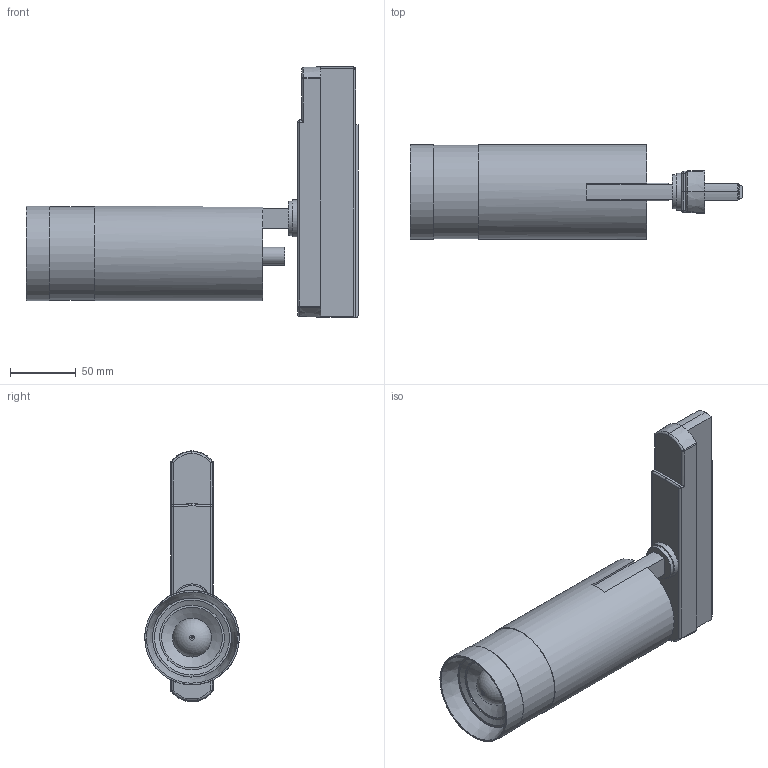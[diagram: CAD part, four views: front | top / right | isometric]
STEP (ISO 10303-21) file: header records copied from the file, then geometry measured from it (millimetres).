
FILE_DESCRIPTION (( 'STEP AP214' ), '1' );
FILE_NAME ('TL_ZOOM_DIM_20W.STEP', '2025-07-25T05:44:03', ( '' ), ( '' ), 'SwSTEP 2.0', 'SolidWorks 2024', '' );
FILE_SCHEMA (( 'AUTOMOTIVE_DESIGN' ));
Length unit declared in the file: millimetre
Products named in the file (1): TL_ZOOM_DIM_20W
Bounding box: 252.51 x 72 x 190.37 mm (x, y, z)
Volume: 337875.3 mm3; surface area: 156143 mm2
Topology: 9 solids, 9 shells, 126 faces, 264 edges, 166 vertices
Faces by surface type: plane 57, cylinder 40, cone 12, torus 7, bspline 6, sphere 4
Full cylindrical faces by diameter (mm): 13.5 x1, 26 x1, 28.2 x1, 45.9 x1, 52.2 x1, 52.6 x1, 59.2 x1, 59.5 x1, 60 x1, 60.2 x2, 65 x1, 65.8 x1, 67.4 x1, 68 x1, 68.2 x1, 71 x1, 71.8 x1, 72 x1
Entity records: 3566 total; most frequent: CARTESIAN_POINT 963, DIRECTION 518, ORIENTED_EDGE 460, EDGE_CURVE 230, AXIS2_PLACEMENT_3D 218, EDGE_LOOP 169, VERTEX_POINT 159, FACE_OUTER_BOUND 145
